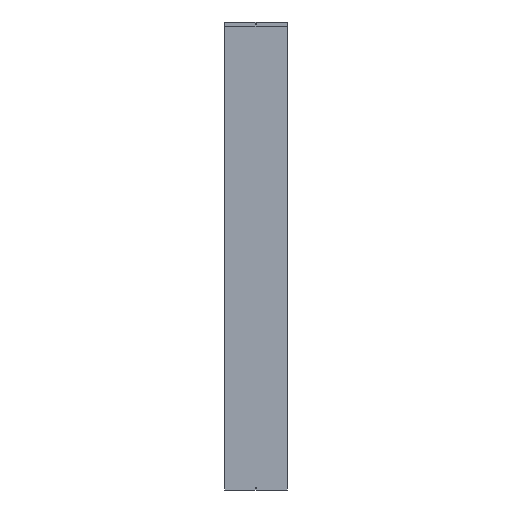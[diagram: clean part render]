
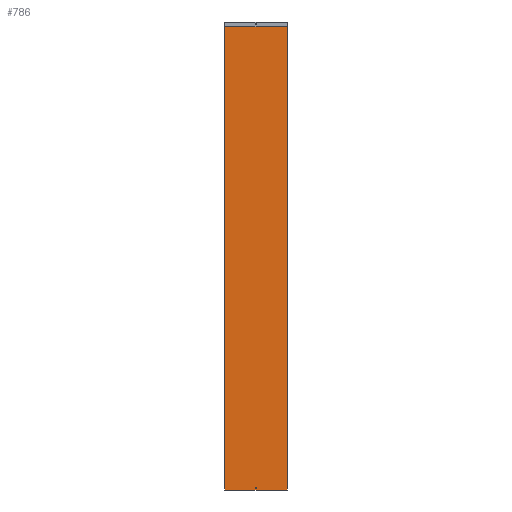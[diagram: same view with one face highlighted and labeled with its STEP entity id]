
A CAD part, front view. The second image highlights one B-rep face of the part: STEP entity #786.
In plain terms, the highlighted planar face has unit normal (0, -1, 0).
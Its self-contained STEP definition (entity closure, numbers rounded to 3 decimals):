
#2 = DIRECTION ( 'NONE',  ( 0., 1., 0. ) ) ;
#6 = PLANE ( 'NONE',  #273 ) ;
#10 = CARTESIAN_POINT ( 'NONE',  ( -200., 0., 2969. ) ) ;
#36 = DIRECTION ( 'NONE',  ( 0., 0., -1. ) ) ;
#43 = CARTESIAN_POINT ( 'NONE',  ( -200., 0., 2969. ) ) ;
#111 = CARTESIAN_POINT ( 'NONE',  ( -200., 0., 2969. ) ) ;
#118 = CARTESIAN_POINT ( 'NONE',  ( 200., 0., 2969. ) ) ;
#131 = DIRECTION ( 'NONE',  ( 1., 0., 0. ) ) ;
#132 = CARTESIAN_POINT ( 'NONE',  ( -200., 0., 0. ) ) ;
#138 = DIRECTION ( 'NONE',  ( 0., 0., 1. ) ) ;
#139 = DIRECTION ( 'NONE',  ( 0., -1., 0. ) ) ;
#142 = CARTESIAN_POINT ( 'NONE',  ( 0., 0., 15. ) ) ;
#147 = DIRECTION ( 'NONE',  ( 1., 0., 0. ) ) ;
#148 = CARTESIAN_POINT ( 'NONE',  ( -200., 0., 0. ) ) ;
#149 = CARTESIAN_POINT ( 'NONE',  ( -200., 0., 2969. ) ) ;
#155 = DIRECTION ( 'NONE',  ( 0., 0., -1. ) ) ;
#158 = CARTESIAN_POINT ( 'NONE',  ( 200., 0., 2969. ) ) ;
#168 = CARTESIAN_POINT ( 'NONE',  ( 200., 0., 0. ) ) ;
#188 = AXIS2_PLACEMENT_3D ( 'NONE', #142, #139, #138 ) ;
#267 = EDGE_CURVE ( 'NONE', #563, #374, #503, .T. ) ;
#273 = AXIS2_PLACEMENT_3D ( 'NONE', #10, #2, #710 ) ;
#283 = EDGE_CURVE ( 'NONE', #600, #600, #489, .T. ) ;
#287 = EDGE_CURVE ( 'NONE', #374, #391, #556, .T. ) ;
#290 = EDGE_CURVE ( 'NONE', #563, #496, #660, .T. ) ;
#292 = EDGE_CURVE ( 'NONE', #496, #391, #667, .T. ) ;
#329 = ORIENTED_EDGE ( 'NONE', *, *, #292, .F. ) ;
#330 = ORIENTED_EDGE ( 'NONE', *, *, #290, .F. ) ;
#338 = ORIENTED_EDGE ( 'NONE', *, *, #267, .T. ) ;
#350 = ORIENTED_EDGE ( 'NONE', *, *, #287, .T. ) ;
#374 = VERTEX_POINT ( 'NONE', #148 ) ;
#381 = ORIENTED_EDGE ( 'NONE', *, *, #283, .F. ) ;
#391 = VERTEX_POINT ( 'NONE', #168 ) ;
#403 = EDGE_LOOP ( 'NONE', ( #350, #329, #330, #338 ) ) ;
#426 = EDGE_LOOP ( 'NONE', ( #381 ) ) ;
#489 = CIRCLE ( 'NONE', #188, 2.5 ) ;
#496 = VERTEX_POINT ( 'NONE', #118 ) ;
#500 = VECTOR ( 'NONE', #36, 1000. ) ;
#503 = LINE ( 'NONE', #43, #500 ) ;
#556 = LINE ( 'NONE', #132, #672 ) ;
#563 = VERTEX_POINT ( 'NONE', #111 ) ;
#600 = VERTEX_POINT ( 'NONE', #727 ) ;
#610 = FACE_OUTER_BOUND ( 'NONE', #403, .T. ) ;
#615 = FACE_BOUND ( 'NONE', #426, .T. ) ;
#660 = LINE ( 'NONE', #149, #664 ) ;
#664 = VECTOR ( 'NONE', #147, 1000. ) ;
#667 = LINE ( 'NONE', #158, #676 ) ;
#672 = VECTOR ( 'NONE', #131, 1000. ) ;
#676 = VECTOR ( 'NONE', #155, 1000. ) ;
#710 = DIRECTION ( 'NONE',  ( 0., 0., 1. ) ) ;
#727 = CARTESIAN_POINT ( 'NONE',  ( 0., 0., 17.5 ) ) ;
#786 = ADVANCED_FACE ( 'NONE', ( #615, #610 ), #6, .F. ) ;
